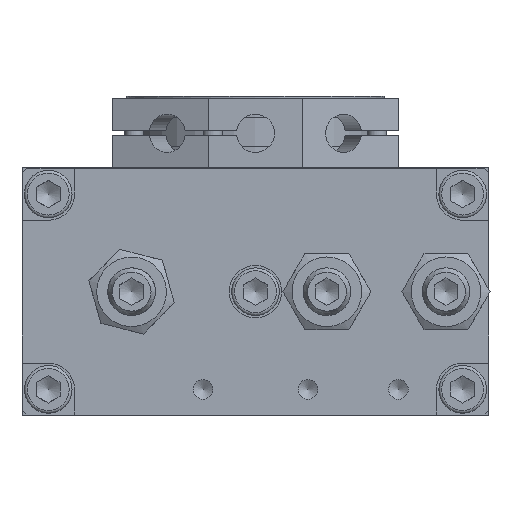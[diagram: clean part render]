
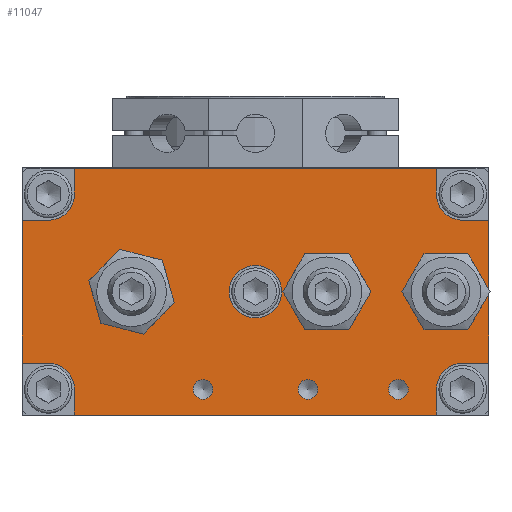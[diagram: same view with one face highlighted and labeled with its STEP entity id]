
A CAD part, left-side view. The second image highlights one B-rep face of the part: STEP entity #11047.
In plain terms, the highlighted face is planar.
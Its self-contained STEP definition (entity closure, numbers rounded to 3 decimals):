
#391=FACE_BOUND('',#1891,.T.);
#392=FACE_BOUND('',#1892,.T.);
#393=FACE_BOUND('',#1893,.T.);
#394=FACE_BOUND('',#1894,.T.);
#395=FACE_BOUND('',#1895,.T.);
#396=FACE_BOUND('',#1896,.T.);
#397=FACE_BOUND('',#1897,.T.);
#661=PLANE('',#12014);
#1237=FACE_OUTER_BOUND('',#1890,.T.);
#1890=EDGE_LOOP('',(#9772,#9773,#9774,#9775,#9776,#9777,#9778,#9779,#9780,
#9781,#9782,#9783,#9784,#9785,#9786,#9787));
#1891=EDGE_LOOP('',(#9788,#9789));
#1892=EDGE_LOOP('',(#9790,#9791));
#1893=EDGE_LOOP('',(#9792,#9793));
#1894=EDGE_LOOP('',(#9794));
#1895=EDGE_LOOP('',(#9795));
#1896=EDGE_LOOP('',(#9796));
#1897=EDGE_LOOP('',(#9797,#9798));
#2974=LINE('',#18523,#3930);
#2994=LINE('',#18576,#3950);
#3021=LINE('',#18753,#3977);
#3024=LINE('',#18760,#3980);
#3027=LINE('',#18766,#3983);
#3028=LINE('',#18769,#3984);
#3031=LINE('',#18777,#3987);
#3034=LINE('',#18784,#3990);
#3035=LINE('',#18787,#3991);
#3039=LINE('',#18796,#3995);
#3041=LINE('',#18799,#3997);
#3042=LINE('',#18801,#3998);
#3930=VECTOR('',#14082,10.);
#3950=VECTOR('',#14124,10.);
#3977=VECTOR('',#14275,10.);
#3980=VECTOR('',#14284,10.);
#3983=VECTOR('',#14289,10.);
#3984=VECTOR('',#14292,10.);
#3987=VECTOR('',#14301,10.);
#3990=VECTOR('',#14310,10.);
#3991=VECTOR('',#14313,10.);
#3995=VECTOR('',#14323,10.);
#3997=VECTOR('',#14327,10.);
#3998=VECTOR('',#14330,10.);
#4427=CIRCLE('',#11953,2.067);
#4428=CIRCLE('',#11954,2.067);
#4431=CIRCLE('',#11959,2.067);
#4432=CIRCLE('',#11960,2.067);
#4435=CIRCLE('',#11965,2.067);
#4436=CIRCLE('',#11966,2.067);
#4437=CIRCLE('',#11968,5.053);
#4440=CIRCLE('',#11972,5.053);
#4443=CIRCLE('',#11976,5.053);
#4449=CIRCLE('',#11984,5.5);
#4450=CIRCLE('',#11985,5.5);
#4456=CIRCLE('',#11998,5.5);
#4457=CIRCLE('',#12003,5.5);
#4458=CIRCLE('',#12006,5.5);
#4459=CIRCLE('',#12010,5.5);
#5378=VERTEX_POINT('',#18520);
#5379=VERTEX_POINT('',#18522);
#5400=VERTEX_POINT('',#18573);
#5401=VERTEX_POINT('',#18575);
#5421=VERTEX_POINT('',#18661);
#5422=VERTEX_POINT('',#18663);
#5426=VERTEX_POINT('',#18674);
#5427=VERTEX_POINT('',#18676);
#5431=VERTEX_POINT('',#18687);
#5432=VERTEX_POINT('',#18689);
#5433=VERTEX_POINT('',#18693);
#5436=VERTEX_POINT('',#18701);
#5439=VERTEX_POINT('',#18709);
#5445=VERTEX_POINT('',#18724);
#5446=VERTEX_POINT('',#18726);
#5452=VERTEX_POINT('',#18750);
#5453=VERTEX_POINT('',#18752);
#5454=VERTEX_POINT('',#18756);
#5455=VERTEX_POINT('',#18762);
#5456=VERTEX_POINT('',#18764);
#5457=VERTEX_POINT('',#18768);
#5458=VERTEX_POINT('',#18774);
#5459=VERTEX_POINT('',#18776);
#5460=VERTEX_POINT('',#18780);
#5461=VERTEX_POINT('',#18786);
#5462=VERTEX_POINT('',#18790);
#5463=VERTEX_POINT('',#18794);
#6838=EDGE_CURVE('',#5379,#5378,#2974,.T.);
#6864=EDGE_CURVE('',#5401,#5400,#2994,.T.);
#6890=EDGE_CURVE('',#5422,#5421,#4427,.T.);
#6891=EDGE_CURVE('',#5421,#5422,#4428,.T.);
#6896=EDGE_CURVE('',#5427,#5426,#4431,.T.);
#6897=EDGE_CURVE('',#5426,#5427,#4432,.T.);
#6902=EDGE_CURVE('',#5432,#5431,#4435,.T.);
#6903=EDGE_CURVE('',#5431,#5432,#4436,.T.);
#6904=EDGE_CURVE('',#5433,#5433,#4437,.T.);
#6908=EDGE_CURVE('',#5436,#5436,#4440,.T.);
#6912=EDGE_CURVE('',#5439,#5439,#4443,.T.);
#6920=EDGE_CURVE('',#5446,#5445,#4449,.T.);
#6921=EDGE_CURVE('',#5445,#5446,#4450,.T.);
#6933=EDGE_CURVE('',#5453,#5452,#3021,.T.);
#6935=EDGE_CURVE('',#5454,#5453,#4456,.T.);
#6937=EDGE_CURVE('',#5378,#5454,#3024,.T.);
#6940=EDGE_CURVE('',#5455,#5456,#3027,.T.);
#6941=EDGE_CURVE('',#5457,#5401,#3028,.T.);
#6943=EDGE_CURVE('',#5456,#5457,#4457,.T.);
#6945=EDGE_CURVE('',#5459,#5458,#3031,.T.);
#6947=EDGE_CURVE('',#5460,#5459,#4458,.T.);
#6949=EDGE_CURVE('',#5400,#5460,#3034,.T.);
#6950=EDGE_CURVE('',#5461,#5379,#3035,.T.);
#6952=EDGE_CURVE('',#5462,#5461,#4459,.T.);
#6955=EDGE_CURVE('',#5463,#5462,#3039,.T.);
#6957=EDGE_CURVE('',#5452,#5455,#3041,.T.);
#6958=EDGE_CURVE('',#5458,#5463,#3042,.T.);
#9772=ORIENTED_EDGE('',*,*,#6933,.T.);
#9773=ORIENTED_EDGE('',*,*,#6957,.T.);
#9774=ORIENTED_EDGE('',*,*,#6940,.T.);
#9775=ORIENTED_EDGE('',*,*,#6943,.T.);
#9776=ORIENTED_EDGE('',*,*,#6941,.T.);
#9777=ORIENTED_EDGE('',*,*,#6864,.T.);
#9778=ORIENTED_EDGE('',*,*,#6949,.T.);
#9779=ORIENTED_EDGE('',*,*,#6947,.T.);
#9780=ORIENTED_EDGE('',*,*,#6945,.T.);
#9781=ORIENTED_EDGE('',*,*,#6958,.T.);
#9782=ORIENTED_EDGE('',*,*,#6955,.T.);
#9783=ORIENTED_EDGE('',*,*,#6952,.T.);
#9784=ORIENTED_EDGE('',*,*,#6950,.T.);
#9785=ORIENTED_EDGE('',*,*,#6838,.T.);
#9786=ORIENTED_EDGE('',*,*,#6937,.T.);
#9787=ORIENTED_EDGE('',*,*,#6935,.T.);
#9788=ORIENTED_EDGE('',*,*,#6890,.T.);
#9789=ORIENTED_EDGE('',*,*,#6891,.T.);
#9790=ORIENTED_EDGE('',*,*,#6896,.T.);
#9791=ORIENTED_EDGE('',*,*,#6897,.T.);
#9792=ORIENTED_EDGE('',*,*,#6902,.T.);
#9793=ORIENTED_EDGE('',*,*,#6903,.T.);
#9794=ORIENTED_EDGE('',*,*,#6904,.T.);
#9795=ORIENTED_EDGE('',*,*,#6908,.T.);
#9796=ORIENTED_EDGE('',*,*,#6912,.T.);
#9797=ORIENTED_EDGE('',*,*,#6920,.T.);
#9798=ORIENTED_EDGE('',*,*,#6921,.T.);
#11047=ADVANCED_FACE('',(#1237,#391,#392,#393,#394,#395,#396,#397),#661,
 .T.);
#11953=AXIS2_PLACEMENT_3D('',#18664,#14173,#14174);
#11954=AXIS2_PLACEMENT_3D('',#18665,#14175,#14176);
#11959=AXIS2_PLACEMENT_3D('',#18677,#14187,#14188);
#11960=AXIS2_PLACEMENT_3D('',#18678,#14189,#14190);
#11965=AXIS2_PLACEMENT_3D('',#18690,#14201,#14202);
#11966=AXIS2_PLACEMENT_3D('',#18691,#14203,#14204);
#11968=AXIS2_PLACEMENT_3D('',#18694,#14207,#14208);
#11972=AXIS2_PLACEMENT_3D('',#18702,#14216,#14217);
#11976=AXIS2_PLACEMENT_3D('',#18710,#14225,#14226);
#11984=AXIS2_PLACEMENT_3D('',#18727,#14243,#14244);
#11985=AXIS2_PLACEMENT_3D('',#18728,#14245,#14246);
#11998=AXIS2_PLACEMENT_3D('',#18757,#14279,#14280);
#12003=AXIS2_PLACEMENT_3D('',#18772,#14296,#14297);
#12006=AXIS2_PLACEMENT_3D('',#18781,#14305,#14306);
#12010=AXIS2_PLACEMENT_3D('',#18791,#14317,#14318);
#12014=AXIS2_PLACEMENT_3D('',#18803,#14332,#14333);
#14082=DIRECTION('',(1.,0.,0.));
#14124=DIRECTION('',(-1.,0.,0.));
#14173=DIRECTION('center_axis',(0.,0.,-1.));
#14174=DIRECTION('ref_axis',(1.,0.,0.));
#14175=DIRECTION('center_axis',(0.,0.,-1.));
#14176=DIRECTION('ref_axis',(1.,0.,0.));
#14187=DIRECTION('center_axis',(0.,0.,-1.));
#14188=DIRECTION('ref_axis',(1.,0.,0.));
#14189=DIRECTION('center_axis',(0.,0.,-1.));
#14190=DIRECTION('ref_axis',(1.,0.,0.));
#14201=DIRECTION('center_axis',(0.,0.,-1.));
#14202=DIRECTION('ref_axis',(1.,0.,0.));
#14203=DIRECTION('center_axis',(0.,0.,-1.));
#14204=DIRECTION('ref_axis',(1.,0.,0.));
#14207=DIRECTION('center_axis',(0.,0.,-1.));
#14208=DIRECTION('ref_axis',(-1.,0.,0.));
#14216=DIRECTION('center_axis',(0.,0.,-1.));
#14217=DIRECTION('ref_axis',(-1.,0.,0.));
#14225=DIRECTION('center_axis',(0.,0.,-1.));
#14226=DIRECTION('ref_axis',(-1.,0.,0.));
#14243=DIRECTION('center_axis',(0.,0.,-1.));
#14244=DIRECTION('ref_axis',(1.,0.,0.));
#14245=DIRECTION('center_axis',(0.,0.,-1.));
#14246=DIRECTION('ref_axis',(1.,0.,0.));
#14275=DIRECTION('',(1.,0.,0.));
#14279=DIRECTION('center_axis',(0.,0.,-1.));
#14280=DIRECTION('ref_axis',(0.,1.,0.));
#14284=DIRECTION('',(0.,1.,0.));
#14289=DIRECTION('',(-1.,0.,0.));
#14292=DIRECTION('',(0.,1.,0.));
#14296=DIRECTION('center_axis',(0.,0.,-1.));
#14297=DIRECTION('ref_axis',(-1.,0.,0.));
#14301=DIRECTION('',(-1.,0.,0.));
#14305=DIRECTION('center_axis',(0.,0.,-1.));
#14306=DIRECTION('ref_axis',(0.,-1.,0.));
#14310=DIRECTION('',(0.,-1.,0.));
#14313=DIRECTION('',(0.,-1.,0.));
#14317=DIRECTION('center_axis',(0.,0.,-1.));
#14318=DIRECTION('ref_axis',(1.,0.,0.));
#14323=DIRECTION('',(1.,0.,0.));
#14327=DIRECTION('',(0.,1.,0.));
#14330=DIRECTION('',(0.,-1.,0.));
#14332=DIRECTION('center_axis',(0.,0.,1.));
#14333=DIRECTION('ref_axis',(1.,0.,0.));
#18520=CARTESIAN_POINT('',(15.,-49.,61.));
#18522=CARTESIAN_POINT('',(-15.,-49.,61.));
#18523=CARTESIAN_POINT('',(-25.9,-49.,61.));
#18573=CARTESIAN_POINT('',(-15.,49.,61.));
#18575=CARTESIAN_POINT('',(15.,49.,61.));
#18576=CARTESIAN_POINT('',(25.9,49.,61.));
#18661=CARTESIAN_POINT('',(-22.567,-11.,61.));
#18663=CARTESIAN_POINT('',(-18.433,-11.,61.));
#18664=CARTESIAN_POINT('Origin',(-20.5,-11.,61.));
#18665=CARTESIAN_POINT('Origin',(-20.5,-11.,61.));
#18674=CARTESIAN_POINT('',(-22.567,11.,61.));
#18676=CARTESIAN_POINT('',(-18.433,11.,61.));
#18677=CARTESIAN_POINT('Origin',(-20.5,11.,61.));
#18678=CARTESIAN_POINT('Origin',(-20.5,11.,61.));
#18687=CARTESIAN_POINT('',(-22.567,-30.,61.));
#18689=CARTESIAN_POINT('',(-18.433,-30.,61.));
#18690=CARTESIAN_POINT('Origin',(-20.5,-30.,61.));
#18691=CARTESIAN_POINT('Origin',(-20.5,-30.,61.));
#18693=CARTESIAN_POINT('',(5.053,-15.,61.));
#18694=CARTESIAN_POINT('Origin',(0.,-15.,61.));
#18701=CARTESIAN_POINT('',(5.053,26.,61.));
#18702=CARTESIAN_POINT('Origin',(0.,26.,61.));
#18709=CARTESIAN_POINT('',(5.053,-40.,61.));
#18710=CARTESIAN_POINT('Origin',(0.,-40.,61.));
#18724=CARTESIAN_POINT('',(-5.5,0.,61.));
#18726=CARTESIAN_POINT('',(5.5,0.,61.));
#18727=CARTESIAN_POINT('Origin',(0.,0.,61.));
#18728=CARTESIAN_POINT('Origin',(0.,0.,61.));
#18750=CARTESIAN_POINT('',(25.9,-38.,61.));
#18752=CARTESIAN_POINT('',(20.5,-38.,61.));
#18753=CARTESIAN_POINT('',(10.25,-38.,61.));
#18756=CARTESIAN_POINT('',(15.,-43.5,61.));
#18757=CARTESIAN_POINT('Origin',(20.5,-43.5,61.));
#18760=CARTESIAN_POINT('',(15.,-25.517,61.));
#18762=CARTESIAN_POINT('',(25.9,38.,61.));
#18764=CARTESIAN_POINT('',(20.5,38.,61.));
#18766=CARTESIAN_POINT('',(13.596,38.,61.));
#18768=CARTESIAN_POINT('',(15.,43.5,61.));
#18769=CARTESIAN_POINT('',(15.,21.75,61.));
#18772=CARTESIAN_POINT('Origin',(20.5,43.5,61.));
#18774=CARTESIAN_POINT('',(-25.9,38.,61.));
#18776=CARTESIAN_POINT('',(-20.5,38.,61.));
#18777=CARTESIAN_POINT('',(-10.25,38.,61.));
#18780=CARTESIAN_POINT('',(-15.,43.5,61.));
#18781=CARTESIAN_POINT('Origin',(-20.5,43.5,61.));
#18784=CARTESIAN_POINT('',(-15.,25.517,61.));
#18786=CARTESIAN_POINT('',(-15.,-43.5,61.));
#18787=CARTESIAN_POINT('',(-15.,-21.75,61.));
#18790=CARTESIAN_POINT('',(-20.5,-38.,61.));
#18791=CARTESIAN_POINT('Origin',(-20.5,-43.5,61.));
#18794=CARTESIAN_POINT('',(-25.9,-38.,61.));
#18796=CARTESIAN_POINT('',(-13.596,-38.,61.));
#18799=CARTESIAN_POINT('',(25.9,-49.,61.));
#18801=CARTESIAN_POINT('',(-25.9,49.,61.));
#18803=CARTESIAN_POINT('Origin',(0.,0.,61.));
